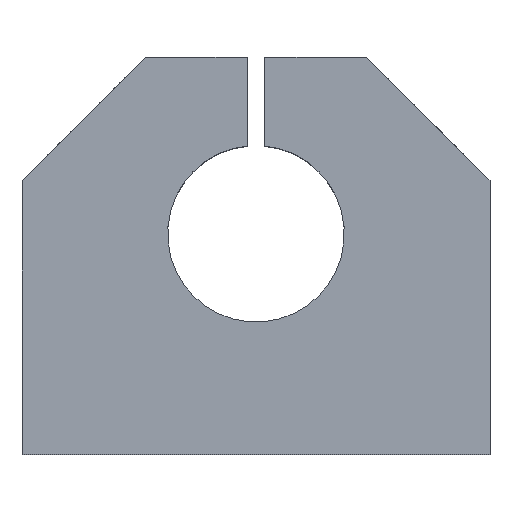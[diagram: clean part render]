
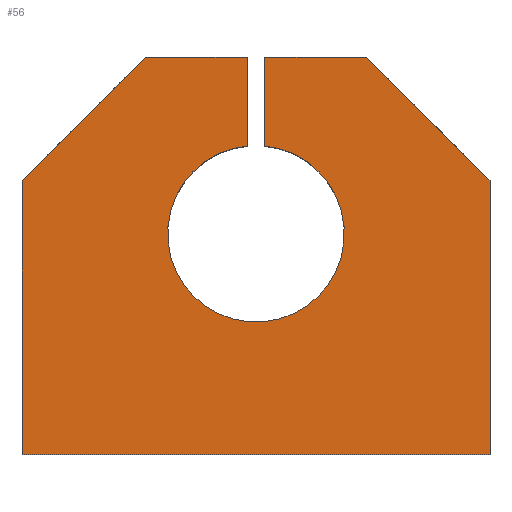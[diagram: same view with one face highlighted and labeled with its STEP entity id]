
A CAD part, top view. The second image highlights one B-rep face of the part: STEP entity #56.
In plain terms, the highlighted planar face has unit normal (0, 0, 1).
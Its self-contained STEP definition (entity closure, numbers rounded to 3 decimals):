
#56 = ADVANCED_FACE( '', ( #128 ), #129, .T. );
#128 = FACE_OUTER_BOUND( '', #226, .T. );
#129 = PLANE( '', #227 );
#226 = EDGE_LOOP( '', ( #332, #333, #334, #335, #336, #337, #338, #339, #340, #341 ) );
#227 = AXIS2_PLACEMENT_3D( '', #342, #343, #344 );
#332 = ORIENTED_EDGE( '', *, *, #507, .T. );
#333 = ORIENTED_EDGE( '', *, *, #510, .T. );
#334 = ORIENTED_EDGE( '', *, *, #511, .T. );
#335 = ORIENTED_EDGE( '', *, *, #512, .T. );
#336 = ORIENTED_EDGE( '', *, *, #513, .T. );
#337 = ORIENTED_EDGE( '', *, *, #501, .T. );
#338 = ORIENTED_EDGE( '', *, *, #514, .F. );
#339 = ORIENTED_EDGE( '', *, *, #515, .T. );
#340 = ORIENTED_EDGE( '', *, *, #516, .T. );
#341 = ORIENTED_EDGE( '', *, *, #517, .T. );
#342 = CARTESIAN_POINT( '', ( 0., 25., 24. ) );
#343 = DIRECTION( '', ( 0., 0., 1. ) );
#344 = DIRECTION( '', ( 1., 0., 0. ) );
#501 = EDGE_CURVE( '', #579, #577, #580, .T. );
#507 = EDGE_CURVE( '', #590, #588, #591, .T. );
#510 = EDGE_CURVE( '', #588, #594, #595, .T. );
#511 = EDGE_CURVE( '', #594, #596, #597, .T. );
#512 = EDGE_CURVE( '', #596, #598, #599, .T. );
#513 = EDGE_CURVE( '', #598, #579, #600, .T. );
#514 = EDGE_CURVE( '', #601, #577, #602, .T. );
#515 = EDGE_CURVE( '', #601, #603, #604, .T. );
#516 = EDGE_CURVE( '', #603, #605, #606, .T. );
#517 = EDGE_CURVE( '', #605, #590, #607, .T. );
#577 = VERTEX_POINT( '', #685 );
#579 = VERTEX_POINT( '', #688 );
#580 = LINE( '', #689, #690 );
#588 = VERTEX_POINT( '', #700 );
#590 = VERTEX_POINT( '', #703 );
#591 = LINE( '', #704, #705 );
#594 = VERTEX_POINT( '', #709 );
#595 = LINE( '', #710, #711 );
#596 = VERTEX_POINT( '', #712 );
#597 = LINE( '', #713, #714 );
#598 = VERTEX_POINT( '', #715 );
#599 = LINE( '', #716, #717 );
#600 = LINE( '', #718, #719 );
#601 = VERTEX_POINT( '', #720 );
#602 = CIRCLE( '', #721, 10. );
#603 = VERTEX_POINT( '', #722 );
#604 = LINE( '', #723, #724 );
#605 = VERTEX_POINT( '', #725 );
#606 = LINE( '', #726, #727 );
#607 = LINE( '', #728, #729 );
#685 = CARTESIAN_POINT( '', ( 1., 34.95, 24. ) );
#688 = CARTESIAN_POINT( '', ( 1., 45., 24. ) );
#689 = CARTESIAN_POINT( '', ( 1., 45., 24. ) );
#690 = VECTOR( '', #941, 1000. );
#700 = CARTESIAN_POINT( '', ( -26.5, 0., 24. ) );
#703 = CARTESIAN_POINT( '', ( -26.5, 31., 24. ) );
#704 = CARTESIAN_POINT( '', ( -26.5, 31., 24. ) );
#705 = VECTOR( '', #948, 1000. );
#709 = CARTESIAN_POINT( '', ( 26.5, 0., 24. ) );
#710 = CARTESIAN_POINT( '', ( -26.5, 0., 24. ) );
#711 = VECTOR( '', #950, 1000. );
#712 = CARTESIAN_POINT( '', ( 26.5, 31., 24. ) );
#713 = CARTESIAN_POINT( '', ( 26.5, 0., 24. ) );
#714 = VECTOR( '', #951, 1000. );
#715 = CARTESIAN_POINT( '', ( 12.5, 45., 24. ) );
#716 = CARTESIAN_POINT( '', ( 26.5, 31., 24. ) );
#717 = VECTOR( '', #952, 1000. );
#718 = CARTESIAN_POINT( '', ( 12.5, 45., 24. ) );
#719 = VECTOR( '', #953, 1000. );
#720 = CARTESIAN_POINT( '', ( -1., 34.95, 24. ) );
#721 = AXIS2_PLACEMENT_3D( '', #954, #955, #956 );
#722 = CARTESIAN_POINT( '', ( -1., 45., 24. ) );
#723 = CARTESIAN_POINT( '', ( -1., 34.95, 24. ) );
#724 = VECTOR( '', #957, 1000. );
#725 = CARTESIAN_POINT( '', ( -12.5, 45., 24. ) );
#726 = CARTESIAN_POINT( '', ( -1., 45., 24. ) );
#727 = VECTOR( '', #958, 1000. );
#728 = CARTESIAN_POINT( '', ( -12.5, 45., 24. ) );
#729 = VECTOR( '', #959, 1000. );
#941 = DIRECTION( '', ( 0., -1., 0. ) );
#948 = DIRECTION( '', ( 0., -1., 0. ) );
#950 = DIRECTION( '', ( 1., 0., 0. ) );
#951 = DIRECTION( '', ( 0., 1., 0. ) );
#952 = DIRECTION( '', ( -0.707, 0.707, 0. ) );
#953 = DIRECTION( '', ( -1., 0., 0. ) );
#954 = CARTESIAN_POINT( '', ( 0., 25., 24. ) );
#955 = DIRECTION( '', ( 0., 0., 1. ) );
#956 = DIRECTION( '', ( 1., 0., 0. ) );
#957 = DIRECTION( '', ( 0., 1., 0. ) );
#958 = DIRECTION( '', ( -1., 0., 0. ) );
#959 = DIRECTION( '', ( -0.707, -0.707, 0. ) );
